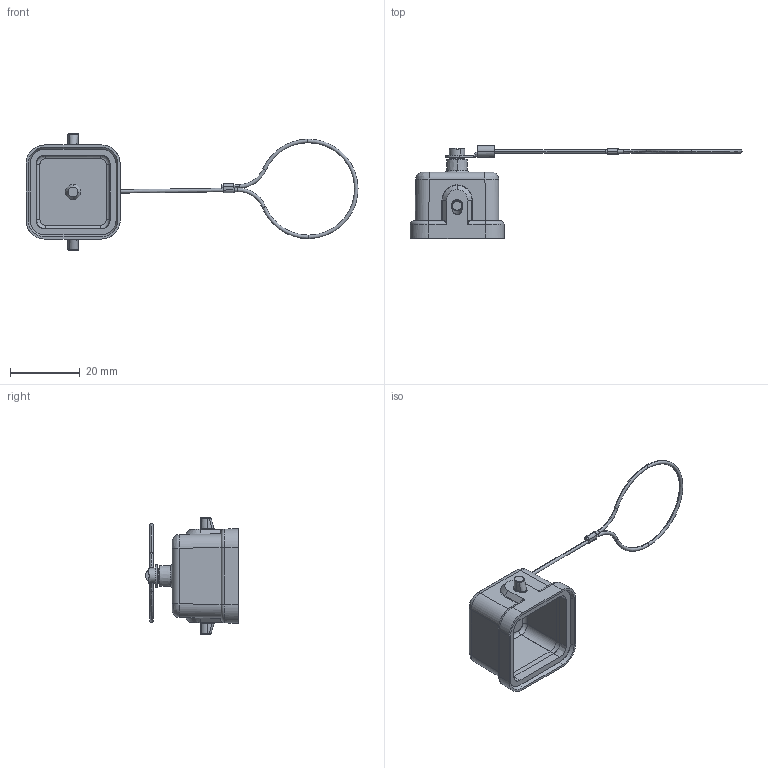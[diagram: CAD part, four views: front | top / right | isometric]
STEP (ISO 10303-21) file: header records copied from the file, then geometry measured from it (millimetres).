
FILE_DESCRIPTION(/* description */ (''),/* implementation_level */ '2;1');
FILE_NAME(/* name */ 'H3A-MCV-2B-1F.stp',/* time_stamp */ '2022-10-20T18:05:19+08:00',/* author */ (''),/* organization */ (''),/* preprocessor_version */ 'ST-DEVELOPER v16',/* originating_system */ 'SIEMENS PLM Software NX 10.0',/* authorisation */ '');
FILE_SCHEMA (('AP203_CONFIGURATION_CONTROLLED_3D_DESIGN_OF_MECHANICAL_PARTS_AND_ASSEMBLIES_MIM_LF { 1 0 10303 403 2 1 2}'));
Length unit declared in the file: millimetre
Products named in the file (1): Admi62B47F301ppp
Bounding box: 95.2 x 26.65 x 33.5 mm (x, y, z)
Volume: 3875.8 mm3; surface area: 5916.7 mm2
Topology: 2 solids, 2 shells, 239 faces, 576 edges, 353 vertices
Faces by surface type: plane 76, bspline 67, cylinder 57, torus 18, cone 11, extrusion 8, sphere 2
Entity records: 9712 total; most frequent: CARTESIAN_POINT 4674, ORIENTED_EDGE 1148, DIRECTION 841, EDGE_CURVE 574, VERTEX_POINT 353, AXIS2_PLACEMENT_3D 304, EDGE_LOOP 257, ADVANCED_FACE 239
